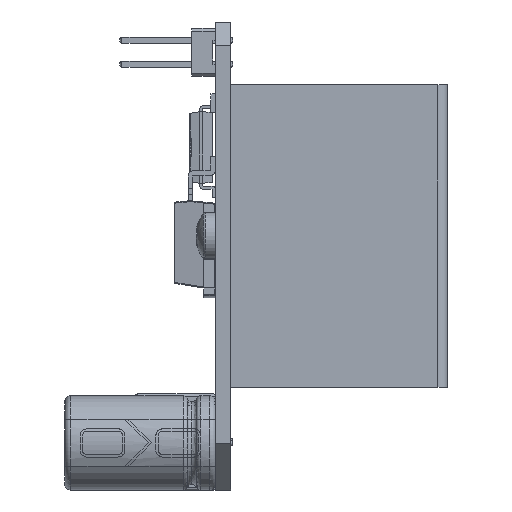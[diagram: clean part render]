
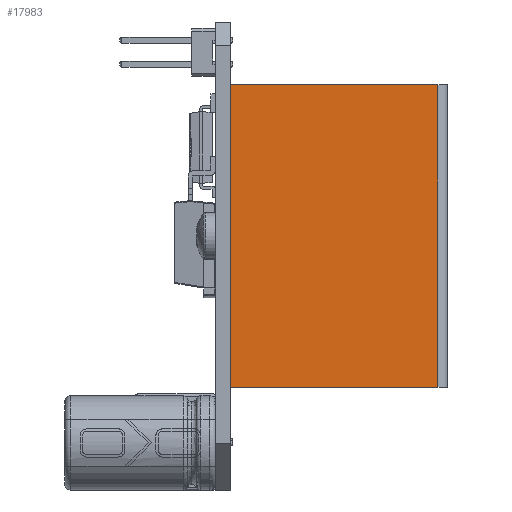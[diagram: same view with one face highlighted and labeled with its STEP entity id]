
A CAD part, left-side view. The second image highlights one B-rep face of the part: STEP entity #17983.
In plain terms, the highlighted planar face has unit normal (-1, 0, 0).
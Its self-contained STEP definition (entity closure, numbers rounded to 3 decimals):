
#1035 = ORIENTED_EDGE ( 'NONE', *, *, #27026, .T. ) ;
#1598 = DIRECTION ( 'NONE',  ( 0., -1., 0. ) ) ;
#2986 = VERTEX_POINT ( 'NONE', #7405 ) ;
#2999 = CARTESIAN_POINT ( 'NONE',  ( -25.5, 0., 16.06 ) ) ;
#4796 = VECTOR ( 'NONE', #13748, 1000. ) ;
#6219 = VERTEX_POINT ( 'NONE', #24891 ) ;
#6236 = DIRECTION ( 'NONE',  ( 0., 0., 1. ) ) ;
#6938 = PLANE ( 'NONE',  #17123 ) ;
#7090 = FACE_OUTER_BOUND ( 'NONE', #17025, .T. ) ;
#7316 = LINE ( 'NONE', #2999, #4796 ) ;
#7405 = CARTESIAN_POINT ( 'NONE',  ( -25.5, 0., 16.06 ) ) ;
#9900 = CARTESIAN_POINT ( 'NONE',  ( -25.5, 0., 16.06 ) ) ;
#10618 = EDGE_CURVE ( 'NONE', #2986, #14750, #7316, .T. ) ;
#11448 = CARTESIAN_POINT ( 'NONE',  ( -25.5, 0., 16.06 ) ) ;
#11850 = ORIENTED_EDGE ( 'NONE', *, *, #27486, .F. ) ;
#11932 = VERTEX_POINT ( 'NONE', #20419 ) ;
#12314 = LINE ( 'NONE', #21088, #21518 ) ;
#13748 = DIRECTION ( 'NONE',  ( 0., 0., -1. ) ) ;
#14750 = VERTEX_POINT ( 'NONE', #15858 ) ;
#15858 = CARTESIAN_POINT ( 'NONE',  ( -25.5, 0., -16.06 ) ) ;
#16620 = LINE ( 'NONE', #9900, #22557 ) ;
#17025 = EDGE_LOOP ( 'NONE', ( #27577, #1035, #11850, #17879 ) ) ;
#17123 = AXIS2_PLACEMENT_3D ( 'NONE', #11448, #18030, #18168 ) ;
#17879 = ORIENTED_EDGE ( 'NONE', *, *, #10618, .T. ) ;
#17983 = ADVANCED_FACE ( 'NONE', ( #7090 ), #6938, .F. ) ;
#18030 = DIRECTION ( 'NONE',  ( 1., 0., 0. ) ) ;
#18168 = DIRECTION ( 'NONE',  ( 0., 1., 0. ) ) ;
#20419 = CARTESIAN_POINT ( 'NONE',  ( -25.5, -22., 16.06 ) ) ;
#20616 = VECTOR ( 'NONE', #6236, 1000. ) ;
#21088 = CARTESIAN_POINT ( 'NONE',  ( -25.5, 0., -16.06 ) ) ;
#21518 = VECTOR ( 'NONE', #1598, 1000. ) ;
#22557 = VECTOR ( 'NONE', #27611, 1000. ) ;
#23731 = LINE ( 'NONE', #26231, #20616 ) ;
#24891 = CARTESIAN_POINT ( 'NONE',  ( -25.5, -22., -16.06 ) ) ;
#26014 = EDGE_CURVE ( 'NONE', #14750, #6219, #12314, .T. ) ;
#26231 = CARTESIAN_POINT ( 'NONE',  ( -25.5, -22., 16.06 ) ) ;
#27026 = EDGE_CURVE ( 'NONE', #6219, #11932, #23731, .T. ) ;
#27486 = EDGE_CURVE ( 'NONE', #2986, #11932, #16620, .T. ) ;
#27577 = ORIENTED_EDGE ( 'NONE', *, *, #26014, .T. ) ;
#27611 = DIRECTION ( 'NONE',  ( 0., -1., 0. ) ) ;
